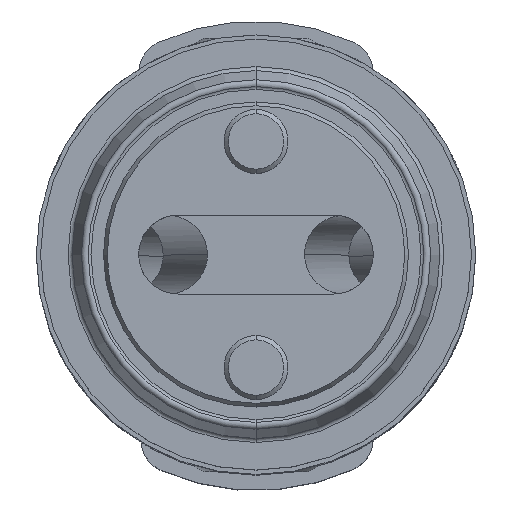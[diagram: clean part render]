
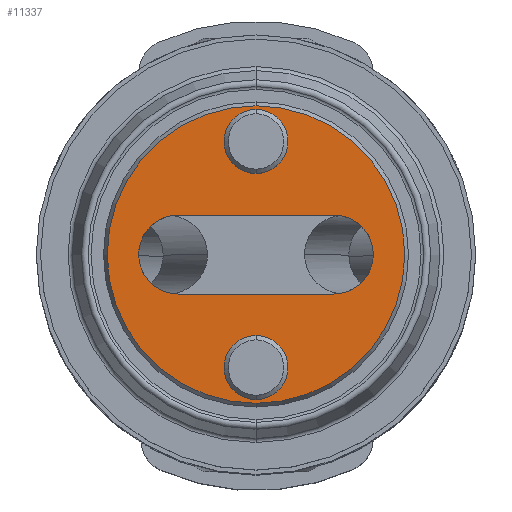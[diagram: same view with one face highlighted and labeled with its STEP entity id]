
A CAD part, top view. The second image highlights one B-rep face of the part: STEP entity #11337.
In plain terms, the highlighted planar face has unit normal (0, 0, 1).
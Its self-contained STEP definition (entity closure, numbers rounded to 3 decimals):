
#3533=CARTESIAN_POINT('',(0.,0.,33.5));
#3534=DIRECTION('',(0.,0.,1.));
#3535=DIRECTION('',(0.,1.,0.));
#3536=AXIS2_PLACEMENT_3D('',#3533,#3534,#3535);
#3538=CARTESIAN_POINT('',(0.,0.,33.5));
#3539=DIRECTION('',(0.,0.,1.));
#3540=DIRECTION('',(0.,-1.,0.));
#3541=AXIS2_PLACEMENT_3D('',#3538,#3539,#3540);
#3543=DIRECTION('',(-1.,0.,0.));
#3544=VECTOR('',#3543,7.3);
#3545=CARTESIAN_POINT('',(3.65,1.85,33.5));
#3546=LINE('',#3545,#3544);
#3547=CARTESIAN_POINT('',(-3.65,0.,33.5));
#3548=DIRECTION('',(0.,0.,1.));
#3549=DIRECTION('',(0.,1.,0.));
#3550=AXIS2_PLACEMENT_3D('',#3547,#3548,#3549);
#3552=DIRECTION('',(1.,0.,0.));
#3553=VECTOR('',#3552,7.3);
#3554=CARTESIAN_POINT('',(-3.65,-1.85,33.5));
#3555=LINE('',#3554,#3553);
#3556=CARTESIAN_POINT('',(3.65,0.,33.5));
#3557=DIRECTION('',(0.,0.,1.));
#3558=DIRECTION('',(0.,-1.,0.));
#3559=AXIS2_PLACEMENT_3D('',#3556,#3557,#3558);
#3561=CARTESIAN_POINT('',(0.,5.3,33.5));
#3562=DIRECTION('',(0.,0.,1.));
#3563=DIRECTION('',(0.,-1.,0.));
#3564=AXIS2_PLACEMENT_3D('',#3561,#3562,#3563);
#3566=CARTESIAN_POINT('',(0.,5.3,33.5));
#3567=DIRECTION('',(0.,0.,1.));
#3568=DIRECTION('',(0.,1.,0.));
#3569=AXIS2_PLACEMENT_3D('',#3566,#3567,#3568);
#3571=CARTESIAN_POINT('',(0.,-5.3,33.5));
#3572=DIRECTION('',(0.,0.,1.));
#3573=DIRECTION('',(0.,-1.,0.));
#3574=AXIS2_PLACEMENT_3D('',#3571,#3572,#3573);
#3576=CARTESIAN_POINT('',(0.,-5.3,33.5));
#3577=DIRECTION('',(0.,0.,1.));
#3578=DIRECTION('',(0.,1.,0.));
#3579=AXIS2_PLACEMENT_3D('',#3576,#3577,#3578);
#7464=CARTESIAN_POINT('',(3.65,1.85,33.5));
#7466=VERTEX_POINT('',#7464);
#7468=CARTESIAN_POINT('',(-3.65,1.85,33.5));
#7470=VERTEX_POINT('',#7468);
#7472=CARTESIAN_POINT('',(-3.65,-1.85,33.5));
#7474=VERTEX_POINT('',#7472);
#7476=CARTESIAN_POINT('',(3.65,-1.85,33.5));
#7478=VERTEX_POINT('',#7476);
#7497=CARTESIAN_POINT('',(0.,6.973,33.5));
#7498=CARTESIAN_POINT('',(0.,-6.973,33.5));
#7499=VERTEX_POINT('',#7497);
#7500=VERTEX_POINT('',#7498);
#7841=CARTESIAN_POINT('',(0.,3.8,33.5));
#7842=CARTESIAN_POINT('',(0.,6.8,33.5));
#7843=VERTEX_POINT('',#7841);
#7844=VERTEX_POINT('',#7842);
#7863=CARTESIAN_POINT('',(0.,-6.8,33.5));
#7864=CARTESIAN_POINT('',(0.,-3.8,33.5));
#7865=VERTEX_POINT('',#7863);
#7866=VERTEX_POINT('',#7864);
#11308=CARTESIAN_POINT('',(0.,0.,33.5));
#11309=DIRECTION('',(0.,0.,1.));
#11310=DIRECTION('',(0.,1.,0.));
#11311=AXIS2_PLACEMENT_3D('',#11308,#11309,#11310);
#11312=PLANE('',#11311);
#11314=ORIENTED_EDGE('',*,*,#11313,.F.);
#11316=ORIENTED_EDGE('',*,*,#11315,.F.);
#11317=EDGE_LOOP('',(#11314,#11316));
#11318=FACE_OUTER_BOUND('',#11317,.F.);
#11319=ORIENTED_EDGE('',*,*,#11274,.T.);
#11320=ORIENTED_EDGE('',*,*,#11250,.T.);
#11321=ORIENTED_EDGE('',*,*,#11228,.T.);
#11322=ORIENTED_EDGE('',*,*,#11292,.T.);
#11323=EDGE_LOOP('',(#11319,#11320,#11321,#11322));
#11324=FACE_BOUND('',#11323,.F.);
#11326=ORIENTED_EDGE('',*,*,#11325,.T.);
#11328=ORIENTED_EDGE('',*,*,#11327,.T.);
#11329=EDGE_LOOP('',(#11326,#11328));
#11330=FACE_BOUND('',#11329,.F.);
#11332=ORIENTED_EDGE('',*,*,#11331,.T.);
#11334=ORIENTED_EDGE('',*,*,#11333,.T.);
#11335=EDGE_LOOP('',(#11332,#11334));
#11336=FACE_BOUND('',#11335,.F.);
#11337=ADVANCED_FACE('',(#11318,#11324,#11330,#11336),#11312,.T.);
#3537=CIRCLE('',#3536,6.973);
#3542=CIRCLE('',#3541,6.973);
#3551=CIRCLE('',#3550,1.85);
#3560=CIRCLE('',#3559,1.85);
#3565=CIRCLE('',#3564,1.5);
#3570=CIRCLE('',#3569,1.5);
#3575=CIRCLE('',#3574,1.5);
#3580=CIRCLE('',#3579,1.5);
#11228=EDGE_CURVE('',#7474,#7478,#3555,.T.);
#11250=EDGE_CURVE('',#7470,#7474,#3551,.T.);
#11274=EDGE_CURVE('',#7466,#7470,#3546,.T.);
#11292=EDGE_CURVE('',#7478,#7466,#3560,.T.);
#11313=EDGE_CURVE('',#7499,#7500,#3537,.T.);
#11315=EDGE_CURVE('',#7500,#7499,#3542,.T.);
#11325=EDGE_CURVE('',#7843,#7844,#3565,.T.);
#11327=EDGE_CURVE('',#7844,#7843,#3570,.T.);
#11331=EDGE_CURVE('',#7865,#7866,#3575,.T.);
#11333=EDGE_CURVE('',#7866,#7865,#3580,.T.);
